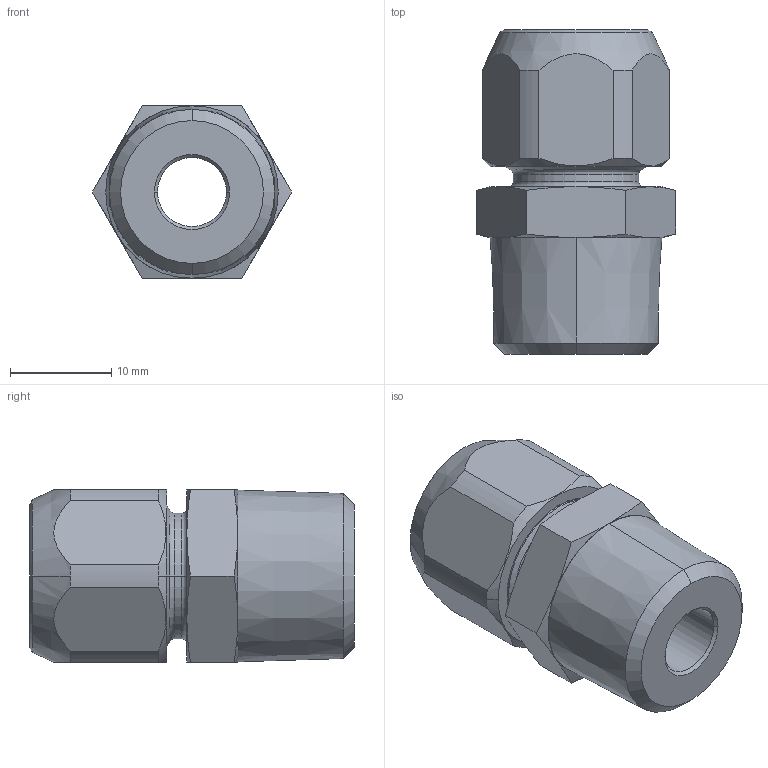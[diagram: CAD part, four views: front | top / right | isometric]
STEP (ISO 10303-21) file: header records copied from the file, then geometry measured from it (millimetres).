
FILE_DESCRIPTION(( 'CX.12.10.38.stp' ), '1');
FILE_NAME( 'CX.12.10.38.stp', '2018-09-04T16:08:33',( 'Sopra'),('sopra-pneumatic.com'), 'SwSTEP 2.0','SolidWorks 2009','' );
FILE_SCHEMA(('CONFIG_CONTROL_DESIGN'));
Length unit declared in the file: millimetre
Products named in the file (1): 360431B_151X4-10-8-3-8K
Bounding box: 19.63 x 32 x 17 mm (x, y, z)
Volume: 5653.1 mm3; surface area: 3322.3 mm2
Topology: 1 solids, 1 shells, 71 faces, 160 edges, 96 vertices
Faces by surface type: cone 30, plane 19, cylinder 16, torus 6
Entity records: 2144 total; most frequent: CARTESIAN_POINT 525, DIRECTION 344, ORIENTED_EDGE 320, EDGE_CURVE 160, AXIS2_PLACEMENT_3D 149, VERTEX_POINT 96, EDGE_LOOP 78, CIRCLE 78
